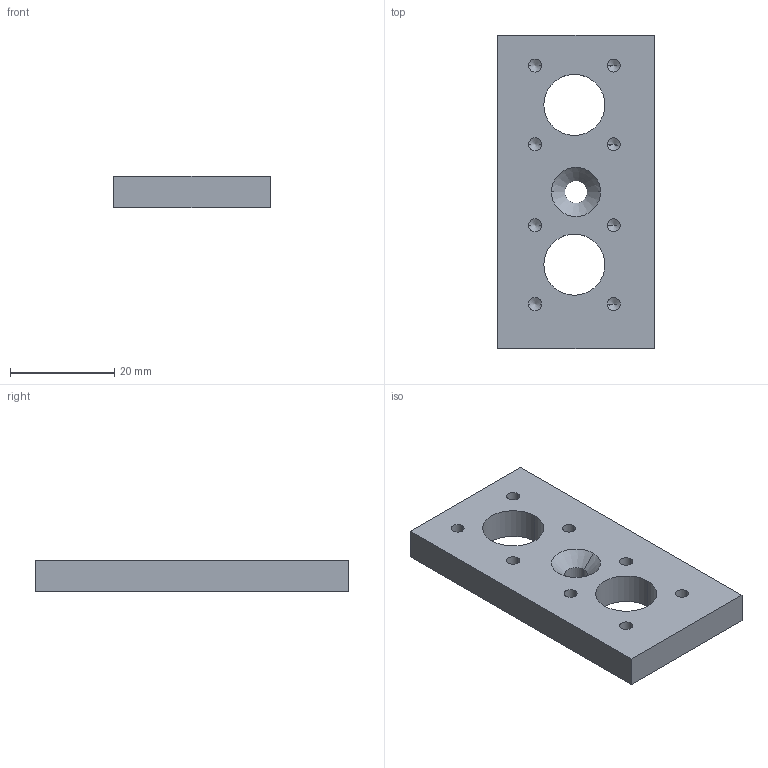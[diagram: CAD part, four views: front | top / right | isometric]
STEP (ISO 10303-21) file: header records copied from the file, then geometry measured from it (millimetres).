
FILE_DESCRIPTION (( 'STEP AP214' ), '1' );
FILE_NAME ('ALTI2-USI-019-A-SORTIE-CABLE-ELEC2.STEP', '2021-12-22T15:39:59', ( '' ), ( '' ), 'SwSTEP 2.0', 'SolidWorks 2021', '' );
FILE_SCHEMA (( 'AUTOMOTIVE_DESIGN' ));
Length unit declared in the file: millimetre
Products named in the file (1): ALTI2-USI-019-A-SORTIE-CABLE-ELEC2
Bounding box: 30 x 60 x 6 mm (x, y, z)
Volume: 9154.6 mm3; surface area: 5051.9 mm2
Topology: 1 solids, 1 shells, 46 faces, 114 edges, 62 vertices
Faces by surface type: cylinder 22, cone 18, plane 6
Entity records: 1470 total; most frequent: DIRECTION 238, CARTESIAN_POINT 207, ORIENTED_EDGE 196, EDGE_CURVE 98, AXIS2_PLACEMENT_3D 93, VERTEX_POINT 62, EDGE_LOOP 60, LINE 52
